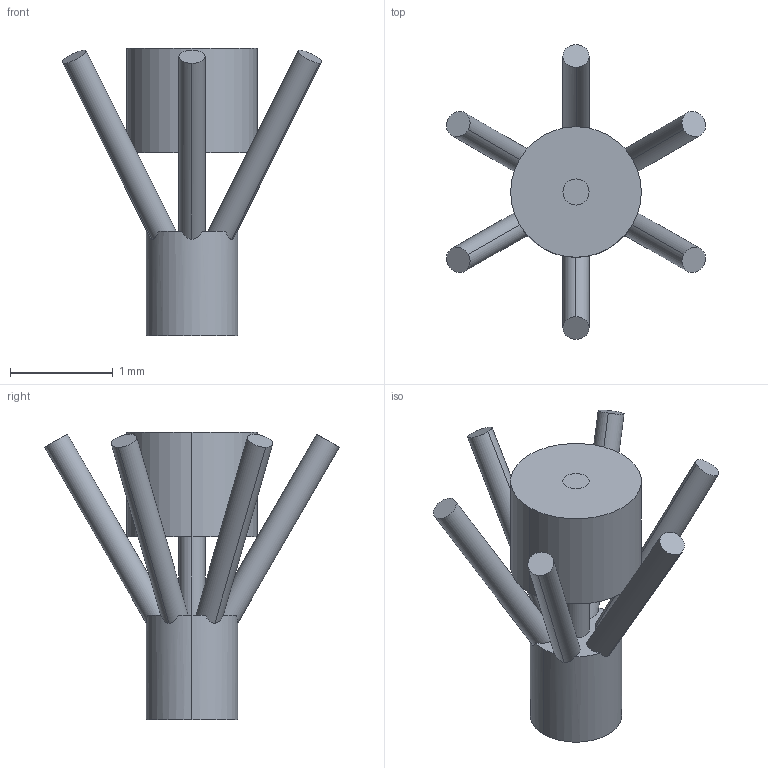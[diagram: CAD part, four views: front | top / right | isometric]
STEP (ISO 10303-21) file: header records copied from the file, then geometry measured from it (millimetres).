
FILE_DESCRIPTION (( 'STEP AP203' ), '1' );
FILE_NAME ('NNP-DWG-145-010-000 SA, Electrode, IM, Barb Tip.STEP', '2024-07-09T14:28:53', ( '' ), ( '' ), 'SwSTEP 2.0', 'SolidWorks 2024', '' );
FILE_SCHEMA (( 'CONFIG_CONTROL_DESIGN' ));
Length unit declared in the file: inch
Products named in the file (3): NNP-DWG-140-013-000 Electrode, IM, Prolene Barb; NNP-DWG-145-010-000 SA, Electrode, IM, Barb Tip; NNP-DWG-140-017-000 Electrode, IM, Silicone Tube Extension
Assembly tree (2 placements, depth 2):
  NNP-DWG-145-010-000 SA, Electrode, IM, Barb Tip
    NNP-DWG-140-013-000 Electrode, IM, Prolene Barb
    NNP-DWG-140-017-000 Electrode, IM, Silicone Tube Extension
Bounding box: 2.52 x 2.86 x 2.79 mm (x, y, z)
Volume: 2.6 mm3; surface area: 22.2 mm2
Topology: 2 solids, 2 shells, 31 faces, 90 edges, 64 vertices
Faces by surface type: cylinder 20, plane 11
Entity records: 1431 total; most frequent: CARTESIAN_POINT 336, ORIENTED_EDGE 180, DIRECTION 160, EDGE_CURVE 90, AXIS2_PLACEMENT_3D 70, VERTEX_POINT 64, EDGE_LOOP 34, CIRCLE 34
